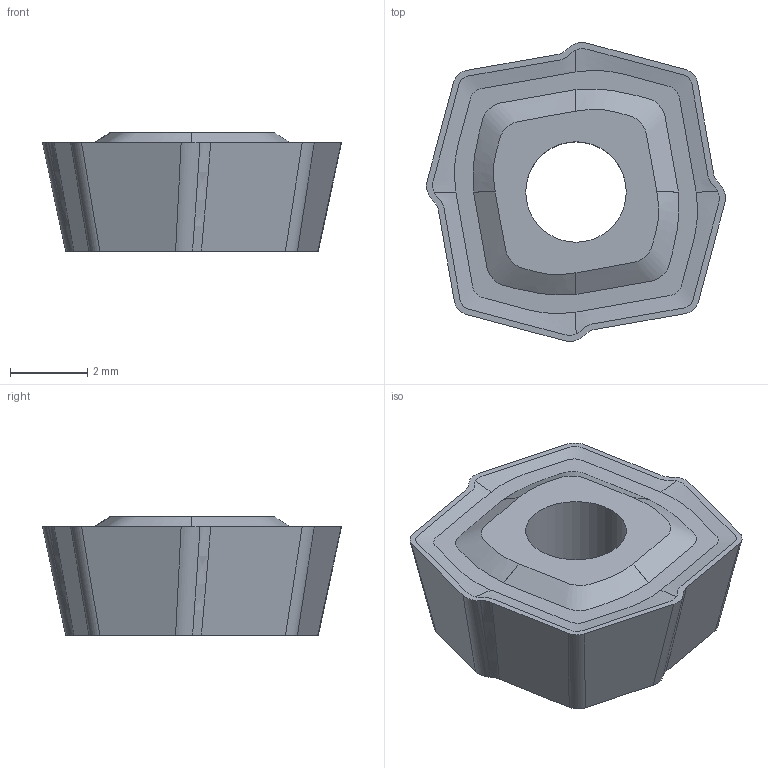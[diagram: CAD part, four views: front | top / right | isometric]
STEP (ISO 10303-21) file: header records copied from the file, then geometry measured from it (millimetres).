
FILE_DESCRIPTION(/* description */ (' '),/* implementation_level */ '2;1');
FILE_NAME(/* name */ 'TCF070304CCV36_GTM.stp',/* time_stamp */ '2018-09-12T11:31:21+05:00',/* author */ (''),/* organization */ (''),/* preprocessor_version */ 'ST-DEVELOPER v15',/* originating_system */ 'SIEMENS PLM Software NX 9.0',/* authorisation */ '');
FILE_SCHEMA (('AUTOMOTIVE_DESIGN { 1 0 10303 214 3 1 1 1 }'));
Length unit declared in the file: millimetre
Products named in the file (1): TCF070304CCV36_GTM
Bounding box: 7.74 x 7.74 x 3.06 mm (x, y, z)
Volume: 100.6 mm3; surface area: 164.3 mm2
Topology: 1 solids, 1 shells, 37 faces, 136 edges, 131 vertices
Faces by surface type: plane 16, bspline 12, cylinder 9
Full cylindrical faces by diameter (mm): 2.6 x1
Entity records: 2922 total; most frequent: CARTESIAN_POINT 1824, ORIENTED_EDGE 212, DIRECTION 148, EDGE_CURVE 106, VERTEX_POINT 74, B_SPLINE_CURVE_WITH_KNOTS 68, AXIS2_PLACEMENT_3D 54, EDGE_LOOP 42
